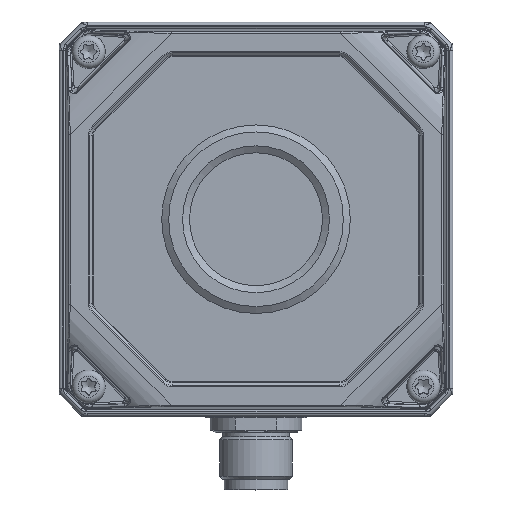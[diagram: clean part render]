
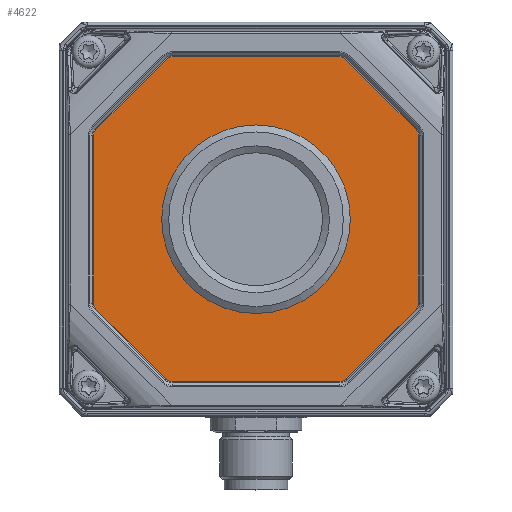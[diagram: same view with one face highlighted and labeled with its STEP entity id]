
A CAD part, front view. The second image highlights one B-rep face of the part: STEP entity #4622.
In plain terms, the highlighted planar face has unit normal (0, -1, 0).
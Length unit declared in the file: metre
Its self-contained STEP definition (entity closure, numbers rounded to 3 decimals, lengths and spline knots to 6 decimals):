
#4622=ADVANCED_FACE('21:489',(#9645,#9646),#9647,.T.);
#9645=FACE_BOUND('',#28524,.T.);
#9646=FACE_OUTER_BOUND('',#28525,.T.);
#9647=PLANE('',#28526);
#28524=EDGE_LOOP('',(#43577));
#28525=EDGE_LOOP('',(#43578,#43579,#43580,#43581,#43582,#43583,#43584,#43585,#43586,#43587,#43588,#43589,#43590,#43591,#43592,#43593));
#28526=AXIS2_PLACEMENT_3D('',#43594,#43595,#43596);
#43577=ORIENTED_EDGE('',*,*,#51276,.F.);
#43578=ORIENTED_EDGE('',*,*,#51277,.F.);
#43579=ORIENTED_EDGE('',*,*,#51278,.F.);
#43580=ORIENTED_EDGE('',*,*,#51279,.F.);
#43581=ORIENTED_EDGE('',*,*,#51280,.F.);
#43582=ORIENTED_EDGE('',*,*,#51281,.F.);
#43583=ORIENTED_EDGE('',*,*,#51282,.F.);
#43584=ORIENTED_EDGE('',*,*,#51283,.F.);
#43585=ORIENTED_EDGE('',*,*,#51284,.F.);
#43586=ORIENTED_EDGE('',*,*,#51285,.F.);
#43587=ORIENTED_EDGE('',*,*,#51286,.F.);
#43588=ORIENTED_EDGE('',*,*,#51287,.F.);
#43589=ORIENTED_EDGE('',*,*,#51288,.F.);
#43590=ORIENTED_EDGE('',*,*,#51209,.F.);
#43591=ORIENTED_EDGE('',*,*,#51289,.F.);
#43592=ORIENTED_EDGE('',*,*,#51290,.F.);
#43593=ORIENTED_EDGE('',*,*,#51291,.F.);
#43594=CARTESIAN_POINT('',(-0.0043,-0.0204,0.0));
#43595=DIRECTION('',(0.,-1.0,0.0));
#43596=DIRECTION('',(0.0,0.0,1.0));
#51209=EDGE_CURVE('21:15681',#58764,#58759,#58766,.T.);
#51276=EDGE_CURVE('21:15387',#58867,#58867,#58868,.T.);
#51277=EDGE_CURVE('21:15717',#58869,#58870,#58871,.T.);
#51278=EDGE_CURVE('21:15714',#58872,#58869,#58873,.T.);
#51279=EDGE_CURVE('21:15711',#58874,#58872,#58875,.T.);
#51280=EDGE_CURVE('21:15708',#58876,#58874,#58877,.T.);
#51281=EDGE_CURVE('21:15705',#58878,#58876,#58879,.T.);
#51282=EDGE_CURVE('21:15702',#58880,#58878,#58881,.T.);
#51283=EDGE_CURVE('21:15699',#58882,#58880,#58883,.T.);
#51284=EDGE_CURVE('21:15696',#58884,#58882,#58885,.T.);
#51285=EDGE_CURVE('21:15693',#58886,#58884,#58887,.T.);
#51286=EDGE_CURVE('21:15690',#58888,#58886,#58889,.T.);
#51287=EDGE_CURVE('21:15687',#58890,#58888,#58891,.T.);
#51288=EDGE_CURVE('21:15684',#58759,#58890,#58892,.T.);
#51289=EDGE_CURVE('21:15678',#58893,#58764,#58894,.T.);
#51290=EDGE_CURVE('21:15675',#58895,#58893,#58896,.T.);
#51291=EDGE_CURVE('21:15672',#58870,#58895,#58897,.T.);
#58759=VERTEX_POINT('',#74875);
#58764=VERTEX_POINT('',#74881);
#58766=LINE('',#74883,#74884);
#58867=VERTEX_POINT('',#75211);
#58868=CIRCLE('',#75212,0.0156);
#58869=VERTEX_POINT('',#75213);
#58870=VERTEX_POINT('',#75214);
#58871=LINE('',#75215,#75216);
#58872=VERTEX_POINT('',#75217);
#58873=CIRCLE('',#75218,0.001391);
#58874=VERTEX_POINT('',#75219);
#58875=LINE('',#75220,#75221);
#58876=VERTEX_POINT('',#75222);
#58877=CIRCLE('',#75223,0.001391);
#58878=VERTEX_POINT('',#75224);
#58879=LINE('',#75225,#75226);
#58880=VERTEX_POINT('',#75227);
#58881=CIRCLE('',#75228,0.001391);
#58882=VERTEX_POINT('',#75229);
#58883=LINE('',#75230,#75231);
#58884=VERTEX_POINT('',#75232);
#58885=CIRCLE('',#75233,0.001391);
#58886=VERTEX_POINT('',#75234);
#58887=LINE('',#75235,#75236);
#58888=VERTEX_POINT('',#75237);
#58889=CIRCLE('',#75238,0.001391);
#58890=VERTEX_POINT('',#75239);
#58891=LINE('',#75240,#75241);
#58892=CIRCLE('',#75242,0.001391);
#58893=VERTEX_POINT('',#75243);
#58894=CIRCLE('',#75244,0.001391);
#58895=VERTEX_POINT('',#75245);
#58896=LINE('',#75246,#75247);
#58897=CIRCLE('',#75248,0.001391);
#74875=CARTESIAN_POINT('',(0.010563,-0.0204,-0.026484));
#74881=CARTESIAN_POINT('',(0.022184,-0.0204,-0.014863));
#74883=CARTESIAN_POINT('',(0.022184,-0.0204,-0.014863));
#74884=VECTOR('',#82599,1.0);
#75211=CARTESIAN_POINT('',(0.0113,-0.0204,0.0));
#75212=AXIS2_PLACEMENT_3D('',#82664,#82665,#82666);
#75213=CARTESIAN_POINT('',(0.010563,-0.0204,0.026484));
#75214=CARTESIAN_POINT('',(0.022184,-0.0204,0.014863));
#75215=CARTESIAN_POINT('',(0.010563,-0.0204,0.026484));
#75216=VECTOR('',#82667,1.0);
#75217=CARTESIAN_POINT('',(0.009579,-0.0204,0.026891));
#75218=AXIS2_PLACEMENT_3D('',#82668,#82669,#82670);
#75219=CARTESIAN_POINT('',(-0.018179,-0.0204,0.026891));
#75220=CARTESIAN_POINT('',(-0.018179,-0.0204,0.026891));
#75221=VECTOR('',#82671,1.0);
#75222=CARTESIAN_POINT('',(-0.019163,-0.0204,0.026484));
#75223=AXIS2_PLACEMENT_3D('',#82672,#82673,#82674);
#75224=CARTESIAN_POINT('',(-0.030784,-0.0204,0.014863));
#75225=CARTESIAN_POINT('',(-0.030784,-0.0204,0.014863));
#75226=VECTOR('',#82675,1.0);
#75227=CARTESIAN_POINT('',(-0.031191,-0.0204,0.013879));
#75228=AXIS2_PLACEMENT_3D('',#82676,#82677,#82678);
#75229=CARTESIAN_POINT('',(-0.031191,-0.0204,-0.013879));
#75230=CARTESIAN_POINT('',(-0.031191,-0.0204,-0.013879));
#75231=VECTOR('',#82679,1.0);
#75232=CARTESIAN_POINT('',(-0.030784,-0.0204,-0.014863));
#75233=AXIS2_PLACEMENT_3D('',#82680,#82681,#82682);
#75234=CARTESIAN_POINT('',(-0.019163,-0.0204,-0.026484));
#75235=CARTESIAN_POINT('',(-0.019163,-0.0204,-0.026484));
#75236=VECTOR('',#82683,1.0);
#75237=CARTESIAN_POINT('',(-0.018179,-0.0204,-0.026891));
#75238=AXIS2_PLACEMENT_3D('',#82684,#82685,#82686);
#75239=CARTESIAN_POINT('',(0.009579,-0.0204,-0.026891));
#75240=CARTESIAN_POINT('',(0.009579,-0.0204,-0.026891));
#75241=VECTOR('',#82687,1.0);
#75242=AXIS2_PLACEMENT_3D('',#82688,#82689,#82690);
#75243=CARTESIAN_POINT('',(0.022591,-0.0204,-0.013879));
#75244=AXIS2_PLACEMENT_3D('',#82691,#82692,#82693);
#75245=CARTESIAN_POINT('',(0.022591,-0.0204,0.013879));
#75246=CARTESIAN_POINT('',(0.022591,-0.0204,0.013879));
#75247=VECTOR('',#82694,1.0);
#75248=AXIS2_PLACEMENT_3D('',#82695,#82696,#82697);
#82599=DIRECTION('',(-0.707,0.,-0.707));
#82664=CARTESIAN_POINT('',(-0.0043,-0.0204,0.0));
#82665=DIRECTION('',(0.,-1.0,0.0));
#82666=DIRECTION('',(1.0,0.,0.0));
#82667=DIRECTION('',(0.707,0.,-0.707));
#82668=CARTESIAN_POINT('',(0.009579,-0.0204,0.0255));
#82669=DIRECTION('',(0.,1.0,0.0));
#82670=DIRECTION('',(0.0,0.0,1.0));
#82671=DIRECTION('',(1.0,0.,0.0));
#82672=CARTESIAN_POINT('',(-0.018179,-0.0204,0.0255));
#82673=DIRECTION('',(0.,1.0,0.));
#82674=DIRECTION('',(-0.707,0.,0.707));
#82675=DIRECTION('',(0.707,0.,0.707));
#82676=CARTESIAN_POINT('',(-0.0298,-0.0204,0.013879));
#82677=DIRECTION('',(0.,1.0,0.0));
#82678=DIRECTION('',(-1.0,0.,0.0));
#82679=DIRECTION('',(0.0,0.0,1.0));
#82680=CARTESIAN_POINT('',(-0.0298,-0.0204,-0.013879));
#82681=DIRECTION('',(0.,1.0,0.));
#82682=DIRECTION('',(-0.707,0.,-0.707));
#82683=DIRECTION('',(-0.707,0.,0.707));
#82684=CARTESIAN_POINT('',(-0.018179,-0.0204,-0.0255));
#82685=DIRECTION('',(0.,1.0,0.0));
#82686=DIRECTION('',(0.0,0.0,-1.0));
#82687=DIRECTION('',(-1.0,0.,0.0));
#82688=CARTESIAN_POINT('',(0.009579,-0.0204,-0.0255));
#82689=DIRECTION('',(0.,1.0,0.));
#82690=DIRECTION('',(0.707,0.,-0.707));
#82691=CARTESIAN_POINT('',(0.0212,-0.0204,-0.013879));
#82692=DIRECTION('',(0.,1.0,0.0));
#82693=DIRECTION('',(1.0,0.,0.));
#82694=DIRECTION('',(-0.0,0.0,-1.0));
#82695=CARTESIAN_POINT('',(0.0212,-0.0204,0.013879));
#82696=DIRECTION('',(0.,1.0,0.));
#82697=DIRECTION('',(0.707,0.,0.707));
